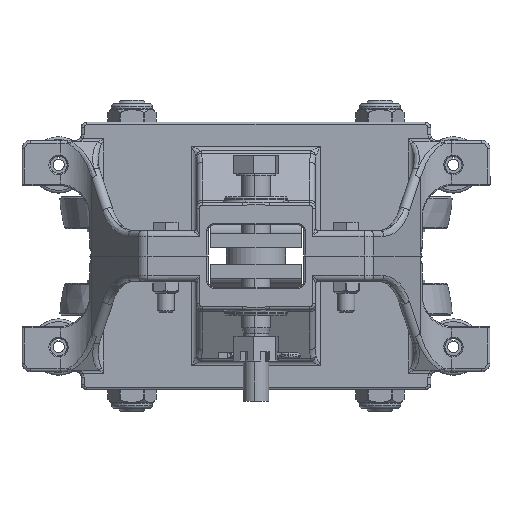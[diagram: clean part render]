
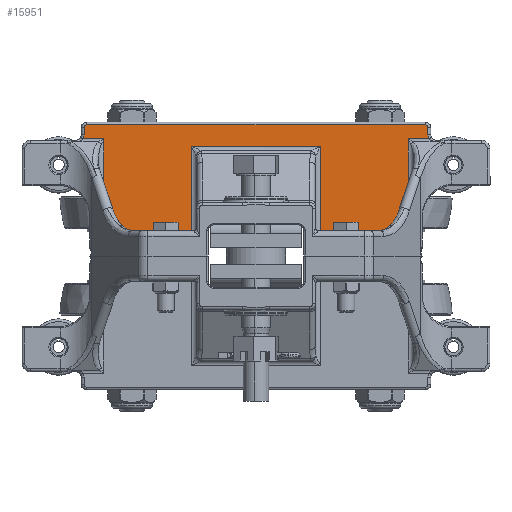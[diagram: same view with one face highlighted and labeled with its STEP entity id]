
A CAD part, front view. The second image highlights one B-rep face of the part: STEP entity #15951.
In plain terms, the highlighted planar face has unit normal (0, -1, 0).
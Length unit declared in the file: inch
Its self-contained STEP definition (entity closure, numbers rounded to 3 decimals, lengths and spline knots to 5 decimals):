
#14815=CARTESIAN_POINT('',(9.02385,2.3125,2.59599));
#14816=VERTEX_POINT('',#14815);
#14842=CARTESIAN_POINT('',(9.,2.3125,2.6875));
#14843=VERTEX_POINT('',#14842);
#14851=CARTESIAN_POINT('',(9.1875,2.3125,2.6875));
#14852=DIRECTION('',(0.,-1.0,0.));
#14853=DIRECTION('',(-0.917,0.,-0.399));
#14854=AXIS2_PLACEMENT_3D('',#14851,#14852,#14853);
#14855=CIRCLE('',#14854,0.1875);
#14856=EDGE_CURVE('',#14843,#14816,#14855,.T.);
#14876=CARTESIAN_POINT('',(9.,2.3125,2.84375));
#14877=VERTEX_POINT('',#14876);
#14885=CARTESIAN_POINT('',(9.,2.3125,2.84375));
#14886=DIRECTION('',(0.0,0.0,-1.0));
#14887=VECTOR('',#14886,0.15625);
#14888=LINE('',#14885,#14887);
#14889=EDGE_CURVE('',#14877,#14843,#14888,.T.);
#14956=CARTESIAN_POINT('',(8.9375,2.3125,2.90625));
#14957=VERTEX_POINT('',#14956);
#14965=CARTESIAN_POINT('',(8.9375,2.3125,2.84375));
#14966=DIRECTION('',(0.,1.0,0.));
#14967=DIRECTION('',(0.707,0.,0.707));
#14968=AXIS2_PLACEMENT_3D('',#14965,#14966,#14967);
#14969=CIRCLE('',#14968,0.0625);
#14970=EDGE_CURVE('',#14957,#14877,#14969,.T.);
#14990=CARTESIAN_POINT('',(1.4375,2.3125,2.90625));
#14991=VERTEX_POINT('',#14990);
#14999=CARTESIAN_POINT('',(1.4375,2.3125,2.90625));
#15000=DIRECTION('',(1.0,0.0,0.0));
#15001=VECTOR('',#15000,7.5);
#15002=LINE('',#14999,#15001);
#15003=EDGE_CURVE('',#14991,#14957,#15002,.T.);
#15070=CARTESIAN_POINT('',(1.375,2.3125,2.84375));
#15071=VERTEX_POINT('',#15070);
#15079=CARTESIAN_POINT('',(1.4375,2.3125,2.84375));
#15080=DIRECTION('',(0.,1.0,0.));
#15081=DIRECTION('',(-0.707,0.,0.707));
#15082=AXIS2_PLACEMENT_3D('',#15079,#15080,#15081);
#15083=CIRCLE('',#15082,0.0625);
#15084=EDGE_CURVE('',#15071,#14991,#15083,.T.);
#15104=CARTESIAN_POINT('',(1.375,2.3125,2.6875));
#15105=VERTEX_POINT('',#15104);
#15113=CARTESIAN_POINT('',(1.375,2.3125,2.6875));
#15114=DIRECTION('',(0.0,0.0,1.0));
#15115=VECTOR('',#15114,0.15625);
#15116=LINE('',#15113,#15115);
#15117=EDGE_CURVE('',#15105,#15071,#15116,.T.);
#15136=CARTESIAN_POINT('',(1.35115,2.3125,2.59599));
#15137=VERTEX_POINT('',#15136);
#15145=CARTESIAN_POINT('',(1.1875,2.3125,2.6875));
#15146=DIRECTION('',(0.,-1.,0.));
#15147=DIRECTION('',(0.917,0.,-0.399));
#15148=AXIS2_PLACEMENT_3D('',#15145,#15146,#15147);
#15149=CIRCLE('',#15148,0.1875);
#15150=EDGE_CURVE('',#15137,#15105,#15149,.T.);
#15855=CARTESIAN_POINT('',(8.55732,2.3125,2.59599));
#15856=VERTEX_POINT('',#15855);
#15857=CARTESIAN_POINT('',(9.02385,2.3125,2.59599));
#15858=DIRECTION('',(-1.0,0.0,0.0));
#15859=VECTOR('',#15858,0.46653);
#15860=LINE('',#15857,#15859);
#15861=EDGE_CURVE('',#14816,#15856,#15860,.T.);
#15874=CARTESIAN_POINT('',(9.0625,2.3125,2.5625));
#15875=DIRECTION('',(0.0,-1.0,0.0));
#15876=DIRECTION('',(0.0,0.0,-1.0));
#15877=AXIS2_PLACEMENT_3D('',#15874,#15875,#15876);
#15878=PLANE('',#15877);
#15879=ORIENTED_EDGE('',*,*,#14856,.F.);
#15880=ORIENTED_EDGE('',*,*,#14889,.F.);
#15881=ORIENTED_EDGE('',*,*,#14970,.F.);
#15882=ORIENTED_EDGE('',*,*,#15003,.F.);
#15883=ORIENTED_EDGE('',*,*,#15084,.F.);
#15884=ORIENTED_EDGE('',*,*,#15117,.F.);
#15885=ORIENTED_EDGE('',*,*,#15150,.F.);
#15886=CARTESIAN_POINT('',(1.81768,2.3125,2.59599));
#15887=VERTEX_POINT('',#15886);
#15888=CARTESIAN_POINT('',(1.81768,2.3125,2.59599));
#15889=DIRECTION('',(-1.0,0.0,0.0));
#15890=VECTOR('',#15889,0.46653);
#15891=LINE('',#15888,#15890);
#15892=EDGE_CURVE('',#15887,#15137,#15891,.T.);
#15893=ORIENTED_EDGE('',*,*,#15892,.F.);
#15894=CARTESIAN_POINT('',(1.81768,2.3125,0.5625));
#15895=VERTEX_POINT('',#15894);
#15896=CARTESIAN_POINT('',(1.81768,2.3125,0.5625));
#15897=DIRECTION('',(0.0,0.0,1.0));
#15898=VECTOR('',#15897,2.03349);
#15899=LINE('',#15896,#15898);
#15900=EDGE_CURVE('',#15895,#15887,#15899,.T.);
#15901=ORIENTED_EDGE('',*,*,#15900,.F.);
#15902=CARTESIAN_POINT('',(3.75,2.3125,0.5625));
#15903=VERTEX_POINT('',#15902);
#15904=CARTESIAN_POINT('',(3.75,2.3125,0.5625));
#15905=DIRECTION('',(-1.0,0.0,0.0));
#15906=VECTOR('',#15905,1.93232);
#15907=LINE('',#15904,#15906);
#15908=EDGE_CURVE('',#15903,#15895,#15907,.T.);
#15909=ORIENTED_EDGE('',*,*,#15908,.F.);
#15910=CARTESIAN_POINT('',(3.75,2.3125,2.4375));
#15911=VERTEX_POINT('',#15910);
#15912=CARTESIAN_POINT('',(3.75,2.3125,2.4375));
#15913=DIRECTION('',(0.0,0.0,-1.0));
#15914=VECTOR('',#15913,1.875);
#15915=LINE('',#15912,#15914);
#15916=EDGE_CURVE('',#15911,#15903,#15915,.T.);
#15917=ORIENTED_EDGE('',*,*,#15916,.F.);
#15918=CARTESIAN_POINT('',(6.625,2.3125,2.4375));
#15919=VERTEX_POINT('',#15918);
#15920=CARTESIAN_POINT('',(3.75,2.3125,2.4375));
#15921=DIRECTION('',(1.0,0.0,0.0));
#15922=VECTOR('',#15921,2.875);
#15923=LINE('',#15920,#15922);
#15924=EDGE_CURVE('',#15911,#15919,#15923,.T.);
#15925=ORIENTED_EDGE('',*,*,#15924,.T.);
#15926=CARTESIAN_POINT('',(6.625,2.3125,0.5625));
#15927=VERTEX_POINT('',#15926);
#15928=CARTESIAN_POINT('',(6.625,2.3125,0.5625));
#15929=DIRECTION('',(0.0,0.0,1.0));
#15930=VECTOR('',#15929,1.875);
#15931=LINE('',#15928,#15930);
#15932=EDGE_CURVE('',#15927,#15919,#15931,.T.);
#15933=ORIENTED_EDGE('',*,*,#15932,.F.);
#15934=CARTESIAN_POINT('',(8.55732,2.3125,0.5625));
#15935=VERTEX_POINT('',#15934);
#15936=CARTESIAN_POINT('',(8.55732,2.3125,0.5625));
#15937=DIRECTION('',(-1.0,0.0,0.0));
#15938=VECTOR('',#15937,1.93232);
#15939=LINE('',#15936,#15938);
#15940=EDGE_CURVE('',#15935,#15927,#15939,.T.);
#15941=ORIENTED_EDGE('',*,*,#15940,.F.);
#15942=CARTESIAN_POINT('',(8.55732,2.3125,0.5625));
#15943=DIRECTION('',(0.0,0.0,1.0));
#15944=VECTOR('',#15943,2.03349);
#15945=LINE('',#15942,#15944);
#15946=EDGE_CURVE('',#15935,#15856,#15945,.T.);
#15947=ORIENTED_EDGE('',*,*,#15946,.T.);
#15948=ORIENTED_EDGE('',*,*,#15861,.F.);
#15949=EDGE_LOOP('',(#15879,#15880,#15881,#15882,#15883,#15884,#15885,#15893,#15901,#15909,#15917,#15925,#15933,#15941,#15947,#15948));
#15950=FACE_OUTER_BOUND('',#15949,.T.);
#15951=ADVANCED_FACE('',(#15950),#15878,.T.);
